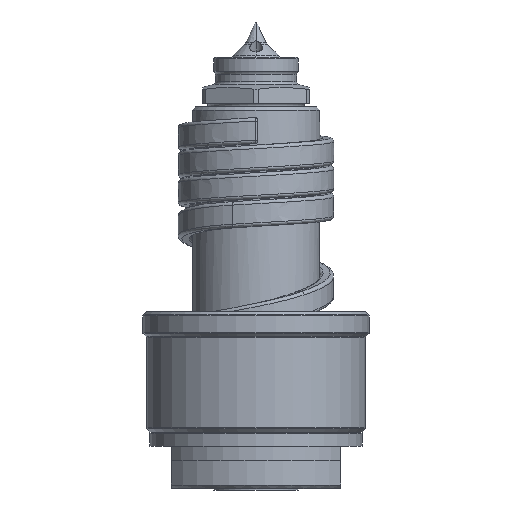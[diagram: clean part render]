
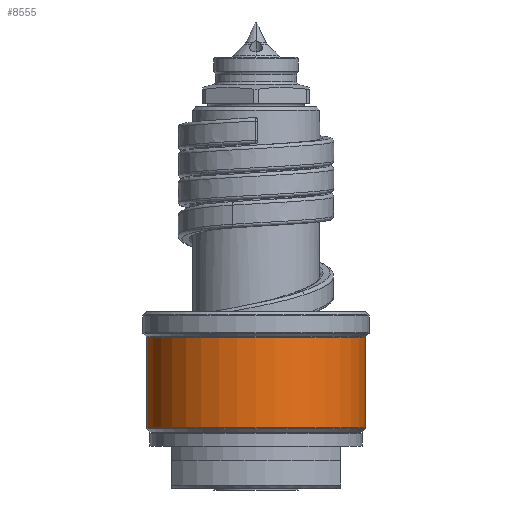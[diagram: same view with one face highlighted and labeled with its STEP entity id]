
A CAD part, front view. The second image highlights one B-rep face of the part: STEP entity #8555.
In plain terms, the highlighted cylindrical face has radius 15.5 mm (diameter 31 mm), a partial arc.
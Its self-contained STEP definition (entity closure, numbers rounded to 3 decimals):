
#2025=CARTESIAN_POINT('',(0.,0.,8.583));
#2026=DIRECTION('',(0.,0.,1.));
#2027=DIRECTION('',(-1.,0.,0.));
#2028=AXIS2_PLACEMENT_3D('',#2025,#2026,#2027);
#2030=DIRECTION('',(0.,0.,-1.));
#2031=VECTOR('',#2030,12.835);
#2032=CARTESIAN_POINT('',(-15.5,0.,21.417));
#2033=LINE('',#2032,#2031);
#2034=CARTESIAN_POINT('',(0.,0.,21.417));
#2035=DIRECTION('',(0.,0.,1.));
#2036=DIRECTION('',(-1.,0.,0.));
#2037=AXIS2_PLACEMENT_3D('',#2034,#2035,#2036);
#2039=DIRECTION('',(0.,0.,-1.));
#2040=VECTOR('',#2039,12.835);
#2041=CARTESIAN_POINT('',(15.5,0.,21.417));
#2042=LINE('',#2041,#2040);
#5745=CARTESIAN_POINT('',(15.5,0.,21.417));
#5746=CARTESIAN_POINT('',(-15.5,0.,21.417));
#5747=VERTEX_POINT('',#5745);
#5748=VERTEX_POINT('',#5746);
#5771=CARTESIAN_POINT('',(15.5,0.,8.583));
#5772=VERTEX_POINT('',#5771);
#5773=CARTESIAN_POINT('',(-15.5,0.,8.583));
#5774=VERTEX_POINT('',#5773);
#8543=CARTESIAN_POINT('',(0.,0.,7.15));
#8544=DIRECTION('',(0.,0.,1.));
#8545=DIRECTION('',(-1.,0.,0.));
#8546=AXIS2_PLACEMENT_3D('',#8543,#8544,#8545);
#8547=CYLINDRICAL_SURFACE('',#8546,15.5);
#8548=ORIENTED_EDGE('',*,*,#8515,.F.);
#8549=ORIENTED_EDGE('',*,*,#8533,.F.);
#8551=ORIENTED_EDGE('',*,*,#8550,.T.);
#8552=ORIENTED_EDGE('',*,*,#8529,.T.);
#8553=EDGE_LOOP('',(#8548,#8549,#8551,#8552));
#8554=FACE_OUTER_BOUND('',#8553,.F.);
#2029=CIRCLE('',#2028,15.5);
#2038=CIRCLE('',#2037,15.5);
#8515=EDGE_CURVE('',#5774,#5772,#2029,.T.);
#8529=EDGE_CURVE('',#5747,#5772,#2042,.T.);
#8533=EDGE_CURVE('',#5748,#5774,#2033,.T.);
#8550=EDGE_CURVE('',#5748,#5747,#2038,.T.);
#8555=ADVANCED_FACE('',(#8554),#8547,.T.);
